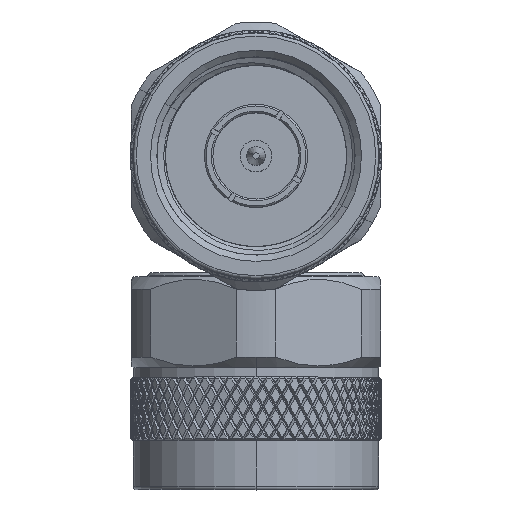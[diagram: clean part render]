
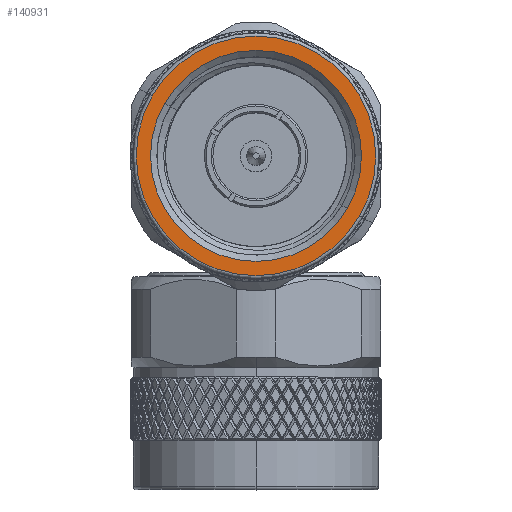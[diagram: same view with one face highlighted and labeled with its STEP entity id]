
A CAD part, top view. The second image highlights one B-rep face of the part: STEP entity #140931.
In plain terms, the highlighted face is planar.
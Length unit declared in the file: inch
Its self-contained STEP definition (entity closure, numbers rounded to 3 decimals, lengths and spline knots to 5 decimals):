
#3520 = EDGE_CURVE ( 'NONE', #47765, #131354, #78842, .T. ) ;
#7014 = ORIENTED_EDGE ( 'NONE', *, *, #149518, .T. ) ;
#10315 = DIRECTION ( 'NONE',  ( 0., 0.5, -0.866 ) ) ;
#21385 = CARTESIAN_POINT ( 'NONE',  ( 0., 0.1888, -0.32701 ) ) ;
#30187 = CIRCLE ( 'NONE', #50775, 0.3325 ) ;
#33495 = CARTESIAN_POINT ( 'NONE',  ( 0., 0., 0. ) ) ;
#33769 = DIRECTION ( 'NONE',  ( 0., 0.5, -0.866 ) ) ;
#33951 = CARTESIAN_POINT ( 'NONE',  ( 0., -0.1888, 0.32701 ) ) ;
#35066 = DIRECTION ( 'NONE',  ( 1., 0., 0. ) ) ;
#35594 = CARTESIAN_POINT ( 'NONE',  ( 0., 0., 0. ) ) ;
#45179 = CARTESIAN_POINT ( 'NONE',  ( 0., 0., 0. ) ) ;
#47765 = VERTEX_POINT ( 'NONE', #21385 ) ;
#50335 = AXIS2_PLACEMENT_3D ( 'NONE', #90342, #139382, #91963 ) ;
#50775 = AXIS2_PLACEMENT_3D ( 'NONE', #35594, #84215, #10315 ) ;
#60010 = CIRCLE ( 'NONE', #50335, 0.3776 ) ;
#63561 = FACE_BOUND ( 'NONE', #77508, .T. ) ;
#65117 = DIRECTION ( 'NONE',  ( -1., 0., 0. ) ) ;
#66540 = CARTESIAN_POINT ( 'NONE',  ( 0., 0.16625, -0.28795 ) ) ;
#70277 = DIRECTION ( 'NONE',  ( 0., 0.5, -0.866 ) ) ;
#71040 = EDGE_LOOP ( 'NONE', ( #151939, #87273 ) ) ;
#75772 = CIRCLE ( 'NONE', #150978, 0.3325 ) ;
#76951 = CARTESIAN_POINT ( 'NONE',  ( 0., 0., 0. ) ) ;
#77508 = EDGE_LOOP ( 'NONE', ( #7014, #134983 ) ) ;
#78842 = CIRCLE ( 'NONE', #89443, 0.3776 ) ;
#81226 = AXIS2_PLACEMENT_3D ( 'NONE', #33495, #35066, #70277 ) ;
#84215 = DIRECTION ( 'NONE',  ( 1., 0., 0. ) ) ;
#87273 = ORIENTED_EDGE ( 'NONE', *, *, #158190, .T. ) ;
#89443 = AXIS2_PLACEMENT_3D ( 'NONE', #76951, #65117, #150644 ) ;
#90342 = CARTESIAN_POINT ( 'NONE',  ( 0., 0., 0. ) ) ;
#91963 = DIRECTION ( 'NONE',  ( 0., 0.5, -0.866 ) ) ;
#92743 = VERTEX_POINT ( 'NONE', #128794 ) ;
#94278 = DIRECTION ( 'NONE',  ( 1., 0., 0. ) ) ;
#109074 = PLANE ( 'NONE',  #81226 ) ;
#123354 = FACE_OUTER_BOUND ( 'NONE', #71040, .T. ) ;
#128794 = CARTESIAN_POINT ( 'NONE',  ( 0., -0.16625, 0.28795 ) ) ;
#131354 = VERTEX_POINT ( 'NONE', #33951 ) ;
#134983 = ORIENTED_EDGE ( 'NONE', *, *, #143714, .T. ) ;
#139382 = DIRECTION ( 'NONE',  ( -1., 0., 0. ) ) ;
#140931 = ADVANCED_FACE ( 'NONE', ( #63561, #123354 ), #109074, .F. ) ;
#143714 = EDGE_CURVE ( 'NONE', #147725, #92743, #30187, .T. ) ;
#147725 = VERTEX_POINT ( 'NONE', #66540 ) ;
#149518 = EDGE_CURVE ( 'NONE', #92743, #147725, #75772, .T. ) ;
#150644 = DIRECTION ( 'NONE',  ( 0., 0.5, -0.866 ) ) ;
#150978 = AXIS2_PLACEMENT_3D ( 'NONE', #45179, #94278, #33769 ) ;
#151939 = ORIENTED_EDGE ( 'NONE', *, *, #3520, .T. ) ;
#158190 = EDGE_CURVE ( 'NONE', #131354, #47765, #60010, .T. ) ;
